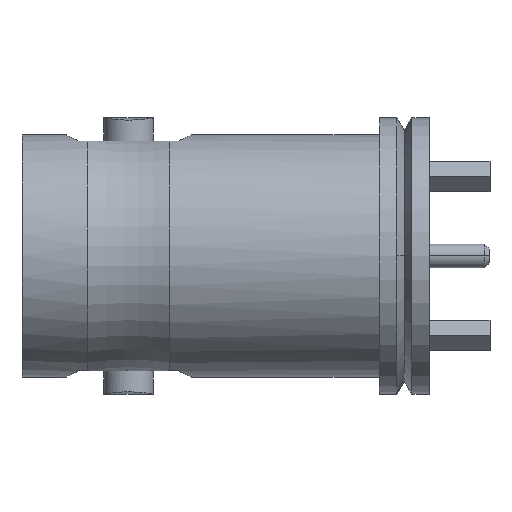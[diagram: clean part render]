
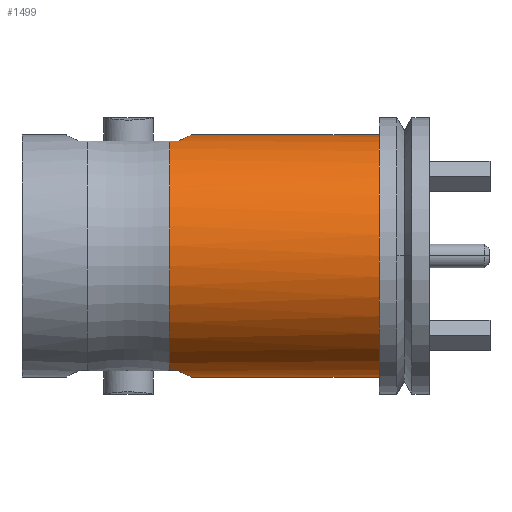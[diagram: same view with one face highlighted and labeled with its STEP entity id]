
A CAD part, top view. The second image highlights one B-rep face of the part: STEP entity #1499.
In plain terms, the highlighted cylindrical face has radius 4.825 mm (diameter 9.65 mm), a partial arc.
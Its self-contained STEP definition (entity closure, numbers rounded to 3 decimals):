
#193=DIRECTION('',(-1.,0.,0.));
#194=VECTOR('',#193,7.48);
#195=CARTESIAN_POINT('',(14.22,-4.825,0.));
#196=LINE('',#195,#194);
#202=DIRECTION('',(-1.,0.,0.));
#203=VECTOR('',#202,7.48);
#204=CARTESIAN_POINT('',(14.22,4.825,0.));
#205=LINE('',#204,#203);
#416=DIRECTION('',(1.,0.,0.));
#417=VECTOR('',#416,0.339);
#418=CARTESIAN_POINT('',(5.876,4.575,1.533));
#419=LINE('',#418,#417);
#420=CARTESIAN_POINT('',(6.74,4.825,0.));
#421=CARTESIAN_POINT('',(6.74,4.825,0.08));
#422=CARTESIAN_POINT('',(6.732,4.821,0.239));
#423=CARTESIAN_POINT('',(6.698,4.803,0.476));
#424=CARTESIAN_POINT('',(6.642,4.775,0.707));
#425=CARTESIAN_POINT('',(6.564,4.736,0.931));
#426=CARTESIAN_POINT('',(6.467,4.689,1.144));
#427=CARTESIAN_POINT('',(6.351,4.635,1.346));
#428=CARTESIAN_POINT('',(6.262,4.595,1.472));
#429=CARTESIAN_POINT('',(6.215,4.575,1.533));
#431=CARTESIAN_POINT('',(14.22,0.,0.));
#432=DIRECTION('',(1.,0.,0.));
#433=DIRECTION('',(0.,1.,0.));
#434=AXIS2_PLACEMENT_3D('',#431,#432,#433);
#436=CARTESIAN_POINT('',(6.215,-4.575,1.533));
#437=CARTESIAN_POINT('',(6.256,-4.593,1.48));
#438=CARTESIAN_POINT('',(6.335,-4.628,1.37));
#439=CARTESIAN_POINT('',(6.439,-4.676,1.195));
#440=CARTESIAN_POINT('',(6.53,-4.719,1.011));
#441=CARTESIAN_POINT('',(6.605,-4.756,0.819));
#442=CARTESIAN_POINT('',(6.665,-4.786,0.621));
#443=CARTESIAN_POINT('',(6.708,-4.808,0.417));
#444=CARTESIAN_POINT('',(6.734,-4.822,0.209));
#445=CARTESIAN_POINT('',(6.74,-4.825,0.07));
#446=CARTESIAN_POINT('',(6.74,-4.825,0.));
#448=DIRECTION('',(1.,0.,0.));
#449=VECTOR('',#448,0.339);
#450=CARTESIAN_POINT('',(5.876,-4.575,1.533));
#451=LINE('',#450,#449);
#452=CARTESIAN_POINT('',(5.876,0.,0.));
#453=DIRECTION('',(1.,0.,0.));
#454=DIRECTION('',(0.,0.948,0.318));
#455=AXIS2_PLACEMENT_3D('',#452,#453,#454);
#901=CARTESIAN_POINT('',(14.22,4.825,0.));
#902=CARTESIAN_POINT('',(14.22,-4.825,0.));
#903=VERTEX_POINT('',#901);
#904=VERTEX_POINT('',#902);
#973=CARTESIAN_POINT('',(5.876,4.575,1.533));
#974=CARTESIAN_POINT('',(6.215,4.575,1.533));
#975=VERTEX_POINT('',#973);
#976=VERTEX_POINT('',#974);
#981=CARTESIAN_POINT('',(5.876,-4.575,1.533));
#982=CARTESIAN_POINT('',(6.215,-4.575,1.533));
#983=VERTEX_POINT('',#981);
#984=VERTEX_POINT('',#982);
#985=VERTEX_POINT('',#420);
#987=VERTEX_POINT('',#446);
#1482=CARTESIAN_POINT('',(-0.811,0.,0.));
#1483=DIRECTION('',(1.,0.,0.));
#1484=DIRECTION('',(0.,-1.,0.));
#1485=AXIS2_PLACEMENT_3D('',#1482,#1483,#1484);
#1486=CYLINDRICAL_SURFACE('',#1485,4.825);
#1487=ORIENTED_EDGE('',*,*,#1303,.T.);
#1488=ORIENTED_EDGE('',*,*,#1283,.F.);
#1489=ORIENTED_EDGE('',*,*,#1259,.F.);
#1491=ORIENTED_EDGE('',*,*,#1490,.T.);
#1492=ORIENTED_EDGE('',*,*,#1255,.T.);
#1494=ORIENTED_EDGE('',*,*,#1493,.F.);
#1495=ORIENTED_EDGE('',*,*,#1415,.F.);
#1496=ORIENTED_EDGE('',*,*,#1459,.F.);
#1497=EDGE_LOOP('',(#1487,#1488,#1489,#1491,#1492,#1494,#1495,#1496));
#1498=FACE_OUTER_BOUND('',#1497,.F.);
#430=B_SPLINE_CURVE_WITH_KNOTS('',3,(#420,#421,#422,#423,#424,#425,#426,#427,
#428,#429),.UNSPECIFIED.,.F.,.F.,(4,1,1,1,1,1,1,4),(0.,0.143,
0.286,0.429,0.571,0.714,
0.857,1.),.UNSPECIFIED.);
#435=CIRCLE('',#434,4.825);
#447=B_SPLINE_CURVE_WITH_KNOTS('',3,(#436,#437,#438,#439,#440,#441,#442,#443,
#444,#445,#446),.UNSPECIFIED.,.F.,.F.,(4,1,1,1,1,1,1,1,4),(0.,0.125,0.25,
0.375,0.5,0.625,0.75,0.875,1.),.UNSPECIFIED.);
#456=CIRCLE('',#455,4.825);
#1255=EDGE_CURVE('',#904,#987,#196,.T.);
#1259=EDGE_CURVE('',#903,#985,#205,.T.);
#1283=EDGE_CURVE('',#985,#976,#430,.T.);
#1303=EDGE_CURVE('',#975,#976,#419,.T.);
#1415=EDGE_CURVE('',#983,#984,#451,.T.);
#1459=EDGE_CURVE('',#975,#983,#456,.T.);
#1490=EDGE_CURVE('',#903,#904,#435,.T.);
#1493=EDGE_CURVE('',#984,#987,#447,.T.);
#1499=ADVANCED_FACE('',(#1498),#1486,.T.);
